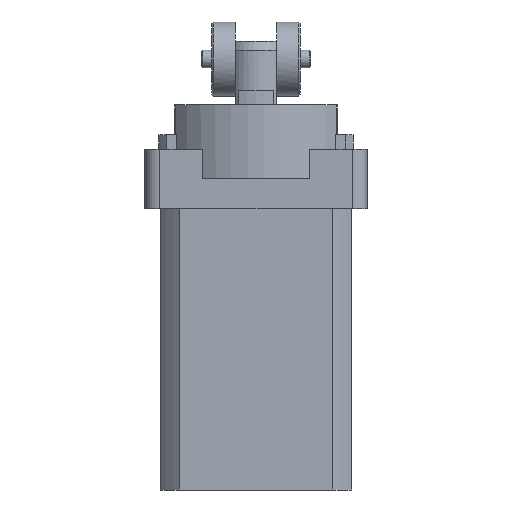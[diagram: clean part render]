
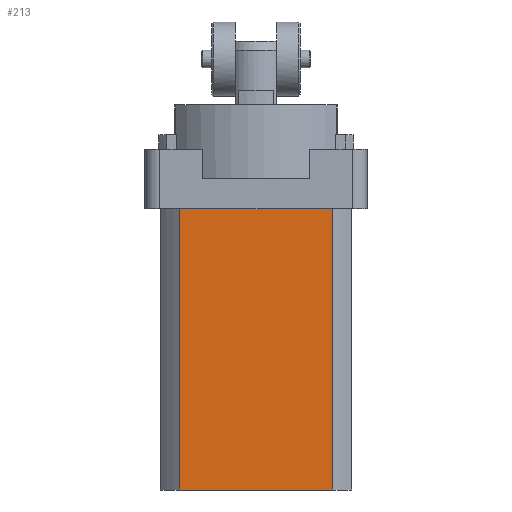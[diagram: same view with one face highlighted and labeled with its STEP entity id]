
A CAD part, left-side view. The second image highlights one B-rep face of the part: STEP entity #213.
In plain terms, the highlighted face is planar.
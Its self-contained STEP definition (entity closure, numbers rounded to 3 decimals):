
#213 = ADVANCED_FACE( '', ( #600 ), #601, .T. );
#600 = FACE_OUTER_BOUND( '', #1511, .T. );
#601 = PLANE( '', #1512 );
#1511 = EDGE_LOOP( '', ( #2470, #2471, #2472, #2473 ) );
#1512 = AXIS2_PLACEMENT_3D( '', #2474, #2475, #2476 );
#2470 = ORIENTED_EDGE( '', *, *, #5189, .F. );
#2471 = ORIENTED_EDGE( '', *, *, #5190, .F. );
#2472 = ORIENTED_EDGE( '', *, *, #5191, .T. );
#2473 = ORIENTED_EDGE( '', *, *, #5187, .T. );
#2474 = CARTESIAN_POINT( '', ( -95., 25.83, 33.75 ) );
#2475 = DIRECTION( '', ( 0., 0., 1. ) );
#2476 = DIRECTION( '', ( 1., 0., 0. ) );
#5187 = EDGE_CURVE( '', #6036, #6034, #6037, .T. );
#5189 = EDGE_CURVE( '', #6039, #6034, #6040, .T. );
#5190 = EDGE_CURVE( '', #6041, #6039, #6042, .T. );
#5191 = EDGE_CURVE( '', #6041, #6036, #6043, .T. );
#6034 = VERTEX_POINT( '', #7451 );
#6036 = VERTEX_POINT( '', #7453 );
#6037 = LINE( '', #7454, #7455 );
#6039 = VERTEX_POINT( '', #7457 );
#6040 = LINE( '', #7458, #7459 );
#6041 = VERTEX_POINT( '', #7460 );
#6042 = LINE( '', #7461, #7462 );
#6043 = LINE( '', #7463, #7464 );
#7451 = CARTESIAN_POINT( '', ( 0., -25.83, 33.75 ) );
#7453 = CARTESIAN_POINT( '', ( -95., -25.83, 33.75 ) );
#7454 = CARTESIAN_POINT( '', ( -95., -25.83, 33.75 ) );
#7455 = VECTOR( '', #9367, 1000. );
#7457 = CARTESIAN_POINT( '', ( 0., 25.83, 33.75 ) );
#7458 = CARTESIAN_POINT( '', ( 0., 25.83, 33.75 ) );
#7459 = VECTOR( '', #9371, 1000. );
#7460 = CARTESIAN_POINT( '', ( -95., 25.83, 33.75 ) );
#7461 = CARTESIAN_POINT( '', ( -95., 25.83, 33.75 ) );
#7462 = VECTOR( '', #9372, 1000. );
#7463 = CARTESIAN_POINT( '', ( -95., 25.83, 33.75 ) );
#7464 = VECTOR( '', #9373, 1000. );
#9367 = DIRECTION( '', ( 1., 0., 0. ) );
#9371 = DIRECTION( '', ( 0., -1., 0. ) );
#9372 = DIRECTION( '', ( 1., 0., 0. ) );
#9373 = DIRECTION( '', ( 0., -1., 0. ) );
